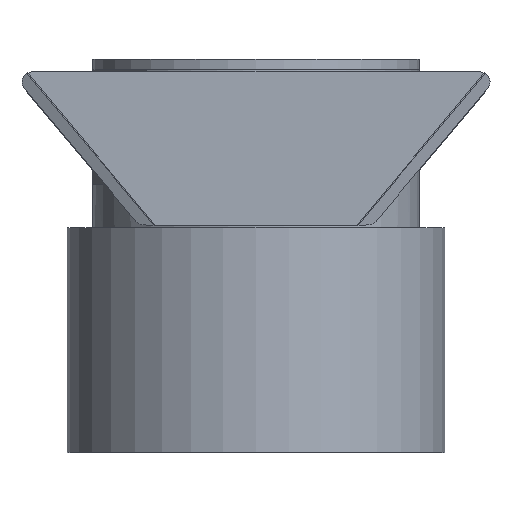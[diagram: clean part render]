
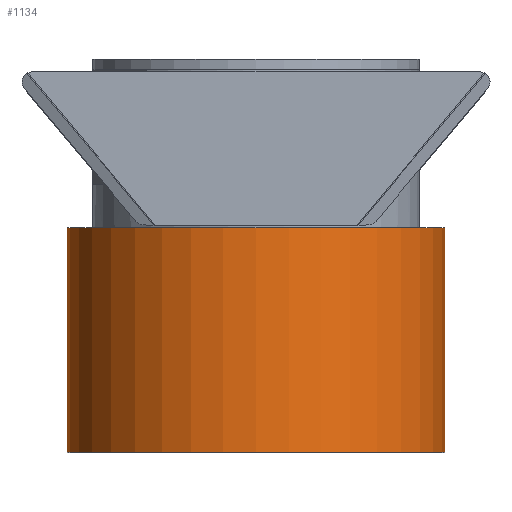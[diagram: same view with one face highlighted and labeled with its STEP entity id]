
A CAD part, top view. The second image highlights one B-rep face of the part: STEP entity #1134.
In plain terms, the highlighted cylindrical face has radius 37 mm (diameter 74 mm), a partial arc.
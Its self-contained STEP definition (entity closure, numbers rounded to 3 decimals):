
#233=CARTESIAN_POINT('',(0.,0.,0.));
#234=DIRECTION('',(0.,1.,0.));
#235=DIRECTION('',(-1.,0.,0.));
#236=AXIS2_PLACEMENT_3D('',#233,#234,#235);
#265=DIRECTION('',(0.,1.,0.));
#266=VECTOR('',#265,44.);
#267=CARTESIAN_POINT('',(37.,0.,0.));
#268=LINE('',#267,#266);
#648=CARTESIAN_POINT('',(0.,44.,0.));
#649=DIRECTION('',(0.,1.,0.));
#650=DIRECTION('',(-1.,0.,0.));
#651=AXIS2_PLACEMENT_3D('',#648,#649,#650);
#656=DIRECTION('',(0.,1.,0.));
#657=VECTOR('',#656,44.);
#658=CARTESIAN_POINT('',(-37.,0.,0.));
#659=LINE('',#658,#657);
#663=CARTESIAN_POINT('',(37.,0.,0.));
#664=CARTESIAN_POINT('',(-37.,0.,0.));
#665=VERTEX_POINT('',#663);
#666=VERTEX_POINT('',#664);
#683=CARTESIAN_POINT('',(37.,44.,0.));
#684=CARTESIAN_POINT('',(-37.,44.,0.));
#685=VERTEX_POINT('',#683);
#686=VERTEX_POINT('',#684);
#1123=CARTESIAN_POINT('',(0.,0.,0.));
#1124=DIRECTION('',(0.,1.,0.));
#1125=DIRECTION('',(1.,0.,0.));
#1126=AXIS2_PLACEMENT_3D('',#1123,#1124,#1125);
#1127=CYLINDRICAL_SURFACE('',#1126,37.);
#1128=ORIENTED_EDGE('',*,*,#774,.T.);
#1129=ORIENTED_EDGE('',*,*,#763,.F.);
#1130=ORIENTED_EDGE('',*,*,#742,.F.);
#1131=ORIENTED_EDGE('',*,*,#760,.T.);
#1132=EDGE_LOOP('',(#1128,#1129,#1130,#1131));
#1133=FACE_OUTER_BOUND('',#1132,.F.);
#1134=ADVANCED_FACE('',(#1133),#1127,.T.);
#237=CIRCLE('',#236,37.);
#652=CIRCLE('',#651,37.);
#742=EDGE_CURVE('',#666,#665,#237,.T.);
#760=EDGE_CURVE('',#666,#686,#659,.T.);
#763=EDGE_CURVE('',#665,#685,#268,.T.);
#774=EDGE_CURVE('',#686,#685,#652,.T.);
